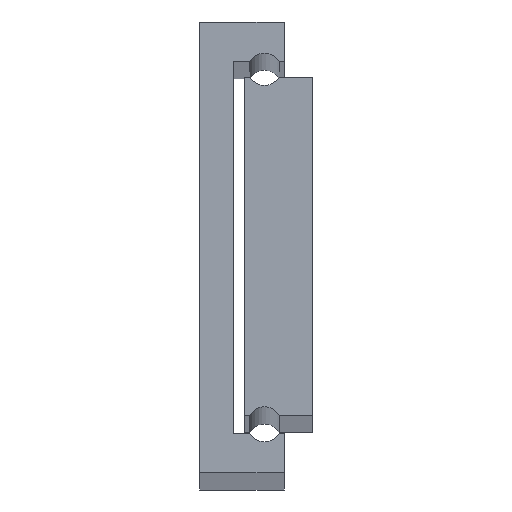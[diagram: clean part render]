
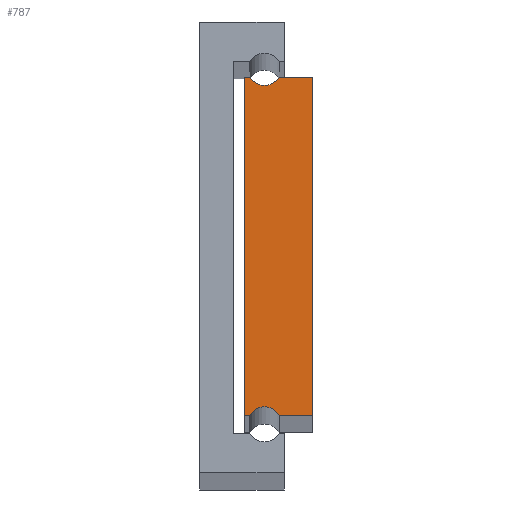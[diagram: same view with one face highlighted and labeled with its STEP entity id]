
A CAD part, top view. The second image highlights one B-rep face of the part: STEP entity #787.
In plain terms, the highlighted planar face has unit normal (0, 0, 1).
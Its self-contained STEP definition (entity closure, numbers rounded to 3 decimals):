
#18 = DIRECTION ( 'NONE',  ( 0., 1., 0. ) ) ;
#28 = ORIENTED_EDGE ( 'NONE', *, *, #1235, .T. ) ;
#49 = CARTESIAN_POINT ( 'NONE',  ( -0.571, 80.424, 875. ) ) ;
#63 = ORIENTED_EDGE ( 'NONE', *, *, #1148, .T. ) ;
#183 = CARTESIAN_POINT ( 'NONE',  ( -4.071, 18.924, 875. ) ) ;
#216 = VERTEX_POINT ( 'NONE', #237 ) ;
#233 = CARTESIAN_POINT ( 'NONE',  ( -3.169, 18.924, 875. ) ) ;
#237 = CARTESIAN_POINT ( 'NONE',  ( 7.929, 18.924, 875. ) ) ;
#247 = VECTOR ( 'NONE', #18, 1000. ) ;
#251 = EDGE_CURVE ( 'NONE', #1795, #1164, #2272, .T. ) ;
#268 = VECTOR ( 'NONE', #2782, 1000. ) ;
#315 = CARTESIAN_POINT ( 'NONE',  ( -3.169, 78.924, 875. ) ) ;
#370 = CARTESIAN_POINT ( 'NONE',  ( -4.071, 78.924, 875. ) ) ;
#460 = CIRCLE ( 'NONE', #2585, 3. ) ;
#480 = EDGE_CURVE ( 'NONE', #1164, #2608, #1136, .T. ) ;
#493 = PLANE ( 'NONE',  #2408 ) ;
#672 = VERTEX_POINT ( 'NONE', #2304 ) ;
#733 = VECTOR ( 'NONE', #1518, 1000. ) ;
#746 = EDGE_CURVE ( 'NONE', #1864, #1586, #2589, .T. ) ;
#748 = CARTESIAN_POINT ( 'NONE',  ( -0.571, 17.424, 875. ) ) ;
#787 = ADVANCED_FACE ( 'NONE', ( #2426 ), #493, .F. ) ;
#870 = ORIENTED_EDGE ( 'NONE', *, *, #2937, .T. ) ;
#924 = CARTESIAN_POINT ( 'NONE',  ( 2.027, 78.924, 875. ) ) ;
#939 = DIRECTION ( 'NONE',  ( -1., 0., 0. ) ) ;
#954 = DIRECTION ( 'NONE',  ( -1., 0., 0. ) ) ;
#973 = DIRECTION ( 'NONE',  ( 0., 0., -1. ) ) ;
#983 = CARTESIAN_POINT ( 'NONE',  ( 7.929, 18.924, 875. ) ) ;
#996 = LINE ( 'NONE', #2953, #1301 ) ;
#1136 = LINE ( 'NONE', #370, #268 ) ;
#1148 = EDGE_CURVE ( 'NONE', #216, #1864, #1199, .T. ) ;
#1164 = VERTEX_POINT ( 'NONE', #1443 ) ;
#1173 = VERTEX_POINT ( 'NONE', #233 ) ;
#1199 = LINE ( 'NONE', #983, #247 ) ;
#1218 = DIRECTION ( 'NONE',  ( 1., 0., 0. ) ) ;
#1235 = EDGE_CURVE ( 'NONE', #672, #216, #2623, .T. ) ;
#1301 = VECTOR ( 'NONE', #2480, 1000. ) ;
#1383 = DIRECTION ( 'NONE',  ( 1., 0., 0. ) ) ;
#1443 = CARTESIAN_POINT ( 'NONE',  ( -4.071, 78.924, 875. ) ) ;
#1448 = DIRECTION ( 'NONE',  ( 0., 0., -1. ) ) ;
#1518 = DIRECTION ( 'NONE',  ( -1., 0., 0. ) ) ;
#1526 = CARTESIAN_POINT ( 'NONE',  ( -3.169, 78.924, 875. ) ) ;
#1562 = ORIENTED_EDGE ( 'NONE', *, *, #1713, .T. ) ;
#1578 = DIRECTION ( 'NONE',  ( 0., 0., -1. ) ) ;
#1586 = VERTEX_POINT ( 'NONE', #924 ) ;
#1592 = CIRCLE ( 'NONE', #2208, 3. ) ;
#1618 = DIRECTION ( 'NONE',  ( -1., 0., 0. ) ) ;
#1713 = EDGE_CURVE ( 'NONE', #1586, #1795, #460, .T. ) ;
#1745 = ORIENTED_EDGE ( 'NONE', *, *, #251, .T. ) ;
#1795 = VERTEX_POINT ( 'NONE', #315 ) ;
#1847 = CARTESIAN_POINT ( 'NONE',  ( 2.027, 18.924, 875. ) ) ;
#1864 = VERTEX_POINT ( 'NONE', #2283 ) ;
#1991 = VECTOR ( 'NONE', #939, 1000. ) ;
#2026 = EDGE_LOOP ( 'NONE', ( #2668, #2749, #870, #28, #63, #3006, #1562, #1745 ) ) ;
#2096 = CARTESIAN_POINT ( 'NONE',  ( -0.571, 17.424, 875. ) ) ;
#2140 = CARTESIAN_POINT ( 'NONE',  ( 7.929, 78.924, 875. ) ) ;
#2208 = AXIS2_PLACEMENT_3D ( 'NONE', #2096, #1578, #1618 ) ;
#2272 = LINE ( 'NONE', #1526, #733 ) ;
#2283 = CARTESIAN_POINT ( 'NONE',  ( 7.929, 78.924, 875. ) ) ;
#2304 = CARTESIAN_POINT ( 'NONE',  ( 2.027, 18.924, 875. ) ) ;
#2408 = AXIS2_PLACEMENT_3D ( 'NONE', #748, #973, #954 ) ;
#2412 = EDGE_CURVE ( 'NONE', #2608, #1173, #996, .T. ) ;
#2426 = FACE_OUTER_BOUND ( 'NONE', #2026, .T. ) ;
#2480 = DIRECTION ( 'NONE',  ( 1., 0., 0. ) ) ;
#2534 = VECTOR ( 'NONE', #1383, 1000. ) ;
#2585 = AXIS2_PLACEMENT_3D ( 'NONE', #49, #1448, #1218 ) ;
#2589 = LINE ( 'NONE', #2140, #1991 ) ;
#2608 = VERTEX_POINT ( 'NONE', #183 ) ;
#2623 = LINE ( 'NONE', #1847, #2534 ) ;
#2668 = ORIENTED_EDGE ( 'NONE', *, *, #480, .T. ) ;
#2749 = ORIENTED_EDGE ( 'NONE', *, *, #2412, .T. ) ;
#2782 = DIRECTION ( 'NONE',  ( 0., -1., 0. ) ) ;
#2937 = EDGE_CURVE ( 'NONE', #1173, #672, #1592, .T. ) ;
#2953 = CARTESIAN_POINT ( 'NONE',  ( -4.071, 18.924, 875. ) ) ;
#3006 = ORIENTED_EDGE ( 'NONE', *, *, #746, .T. ) ;
